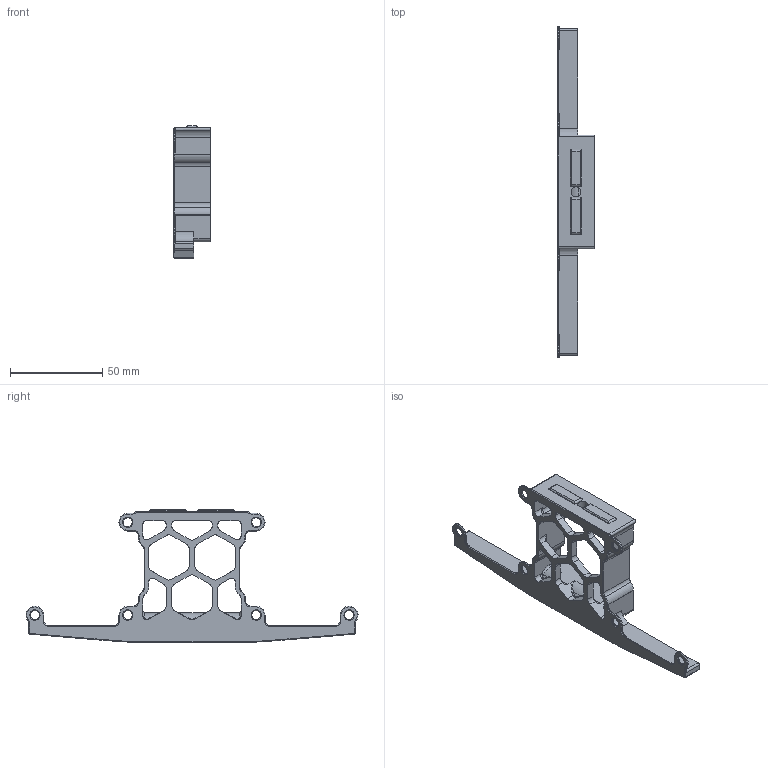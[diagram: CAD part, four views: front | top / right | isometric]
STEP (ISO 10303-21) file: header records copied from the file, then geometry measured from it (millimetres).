
FILE_DESCRIPTION(/* description */ (''),/* implementation_level */ '2;1');
FILE_NAME(/* name */ 'side_fan_support_x2.step',/* time_stamp */ '2020-05-12T12:59:09-07:00',/* author */ (''),/* organization */ (''),/* preprocessor_version */ 'ST-DEVELOPER v18.1',/* originating_system */ 'Autodesk Translation Framework v9.2.0.1227',/* authorisation */ '');
FILE_SCHEMA (('AUTOMOTIVE_DESIGN { 1 0 10303 214 3 1 1 }'));
Length unit declared in the file: millimetre
Products named in the file (1): Middle Fan Support
Bounding box: 20 x 180.01 x 72 mm (x, y, z)
Volume: 34774.6 mm3; surface area: 19416.9 mm2
Topology: 1 solids, 1 shells, 300 faces, 815 edges, 513 vertices
Faces by surface type: plane 123, cylinder 122, cone 38, bspline 11, torus 6
Full cylindrical faces by diameter (mm): 4.7 x1, 4.8 x6, 5.4 x1
Entity records: 9896 total; most frequent: CARTESIAN_POINT 2064, DIRECTION 1680, ORIENTED_EDGE 1630, EDGE_CURVE 815, AXIS2_PLACEMENT_3D 595, VERTEX_POINT 513, LINE 490, VECTOR 490
